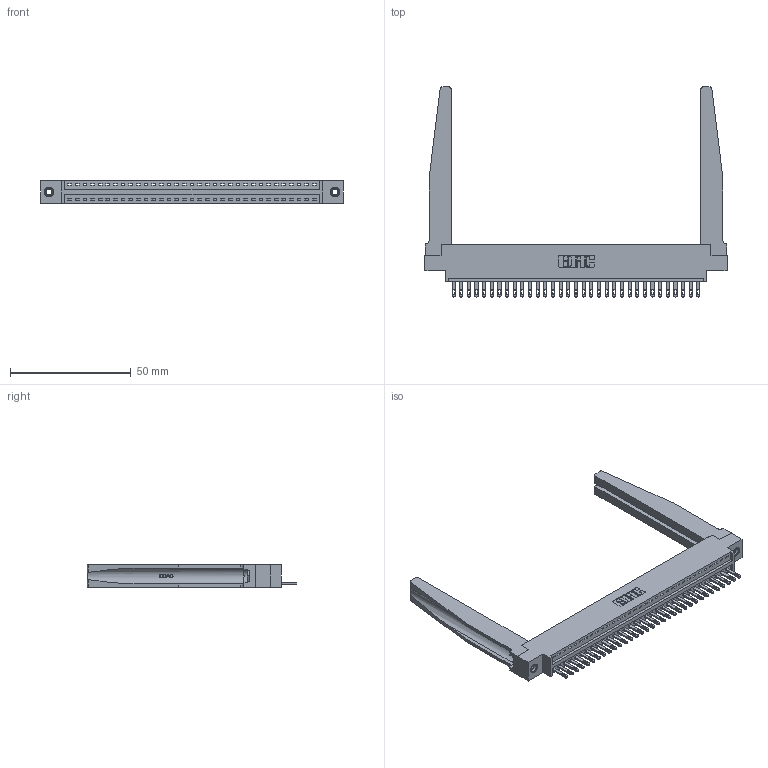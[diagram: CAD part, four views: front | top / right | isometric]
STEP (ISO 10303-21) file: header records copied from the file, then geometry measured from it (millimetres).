
FILE_DESCRIPTION (( 'STEP AP203' ), '1' );
FILE_NAME ('346-033-500-678.STEP', '2022-05-06T19:14:10', ( '' ), ( '' ), 'SwSTEP 2.0', 'SolidWorks 2020', '' );
FILE_SCHEMA (( 'CONFIG_CONTROL_DESIGN' ));
Length unit declared in the file: inch
Products named in the file (5): 345-250-001_345-250-001-102; 345-292-001_345-293-100; 346 Part_0.170 Offset - 0.156 Dia-TH; 346-220-078_345-220-078; 346-033-500-678
Assembly tree (38 placements, depth 2):
  346-033-500-678
    346 Part_0.170 Offset - 0.156 Dia-TH
    345-292-001_345-293-100  x33
    346-220-078_345-220-078  x2
    345-250-001_345-250-001-102  x2
Bounding box: 125.35 x 87.12 x 9.4 mm (x, y, z)
Volume: 18693.2 mm3; surface area: 21441.4 mm2
Topology: 38 solids, 38 shells, 2156 faces, 6529 edges, 4342 vertices
Faces by surface type: plane 1358, cylinder 746, bspline 36, cone 12, torus 4
Entity records: 26918 total; most frequent: CARTESIAN_POINT 5532, ORIENTED_EDGE 4386, DIRECTION 3877, EDGE_CURVE 2193, VECTOR 1831, LINE 1831, VERTEX_POINT 1456, AXIS2_PLACEMENT_3D 1023
